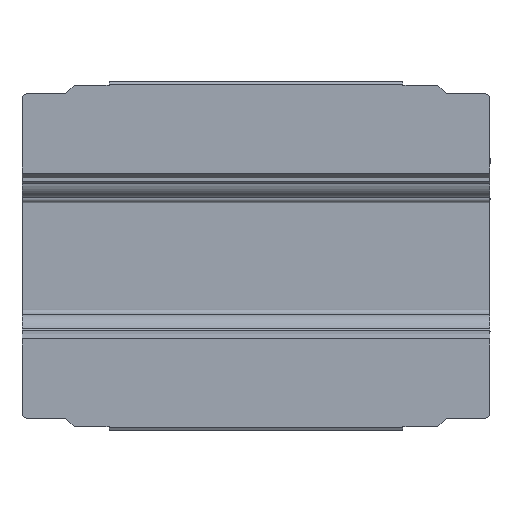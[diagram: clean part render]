
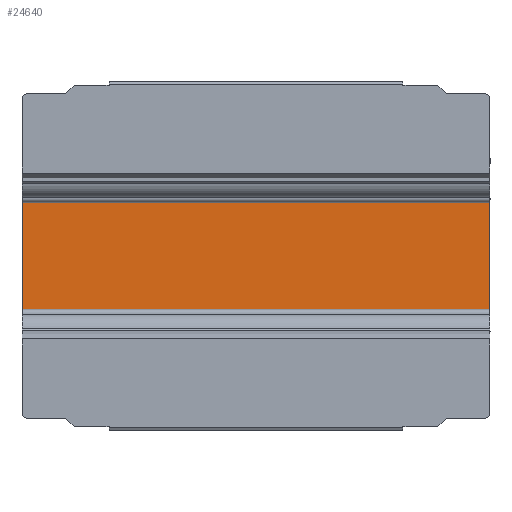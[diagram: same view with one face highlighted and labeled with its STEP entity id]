
A CAD part, front view. The second image highlights one B-rep face of the part: STEP entity #24640.
In plain terms, the highlighted planar face has unit normal (0, -1, 0).
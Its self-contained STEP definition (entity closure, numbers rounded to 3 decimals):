
#3426 = CARTESIAN_POINT ( 'NONE',  ( -43.75, 9.5, 0. ) ) ;
#3427 = PLANE ( 'NONE',  #33132 ) ;
#3429 = DIRECTION ( 'NONE',  ( 0., 1., 0. ) ) ;
#3430 = DIRECTION ( 'NONE',  ( 0., 0., 1. ) ) ;
#5246 = CARTESIAN_POINT ( 'NONE',  ( -61.5, 9.5, -7.5 ) ) ;
#5253 = DIRECTION ( 'NONE',  ( 0., 0., -1. ) ) ;
#5270 = CARTESIAN_POINT ( 'NONE',  ( -18.5, 9.5, -7.5 ) ) ;
#5273 = CARTESIAN_POINT ( 'NONE',  ( -61.5, 9.5, 6.7 ) ) ;
#5274 = DIRECTION ( 'NONE',  ( 1., 0., 0. ) ) ;
#5276 = DIRECTION ( 'NONE',  ( 0., 0., 1. ) ) ;
#6228 = VERTEX_POINT ( 'NONE', #25447 ) ;
#6231 = VERTEX_POINT ( 'NONE', #25450 ) ;
#6284 = VERTEX_POINT ( 'NONE', #25503 ) ;
#6285 = VERTEX_POINT ( 'NONE', #25504 ) ;
#6613 = ORIENTED_EDGE ( 'NONE', *, *, #10313, .F. ) ;
#6628 = ORIENTED_EDGE ( 'NONE', *, *, #10314, .T. ) ;
#10271 = EDGE_CURVE ( 'NONE', #6285, #6228, #18207, .T. ) ;
#10313 = EDGE_CURVE ( 'NONE', #6285, #6284, #18242, .T. ) ;
#10314 = EDGE_CURVE ( 'NONE', #6231, #6284, #18229, .T. ) ;
#11766 = ORIENTED_EDGE ( 'NONE', *, *, #10271, .T. ) ;
#11781 = ORIENTED_EDGE ( 'NONE', *, *, #27268, .T. ) ;
#16117 = EDGE_LOOP ( 'NONE', ( #6628, #6613, #11766, #11781 ) ) ;
#16936 = CARTESIAN_POINT ( 'NONE',  ( -61.5, 9.5, -6.7 ) ) ;
#16946 = DIRECTION ( 'NONE',  ( 1., 0., 0. ) ) ;
#18197 = VECTOR ( 'NONE', #5253, 1000. ) ;
#18207 = LINE ( 'NONE', #5246, #18197 ) ;
#18229 = LINE ( 'NONE', #5270, #18246 ) ;
#18242 = LINE ( 'NONE', #5273, #18244 ) ;
#18244 = VECTOR ( 'NONE', #5274, 1000. ) ;
#18246 = VECTOR ( 'NONE', #5276, 1000. ) ;
#19285 = FACE_OUTER_BOUND ( 'NONE', #16117, .T. ) ;
#24640 = ADVANCED_FACE ( 'NONE', ( #19285 ), #3427, .F. ) ;
#25447 = CARTESIAN_POINT ( 'NONE',  ( -61.5, 9.5, -6.7 ) ) ;
#25450 = CARTESIAN_POINT ( 'NONE',  ( -18.5, 9.5, -6.7 ) ) ;
#25503 = CARTESIAN_POINT ( 'NONE',  ( -18.5, 9.5, 6.7 ) ) ;
#25504 = CARTESIAN_POINT ( 'NONE',  ( -61.5, 9.5, 6.7 ) ) ;
#27268 = EDGE_CURVE ( 'NONE', #6228, #6231, #34282, .T. ) ;
#33132 = AXIS2_PLACEMENT_3D ( 'NONE', #3426, #3429, #3430 ) ;
#34282 = LINE ( 'NONE', #16936, #34292 ) ;
#34292 = VECTOR ( 'NONE', #16946, 1000. ) ;
